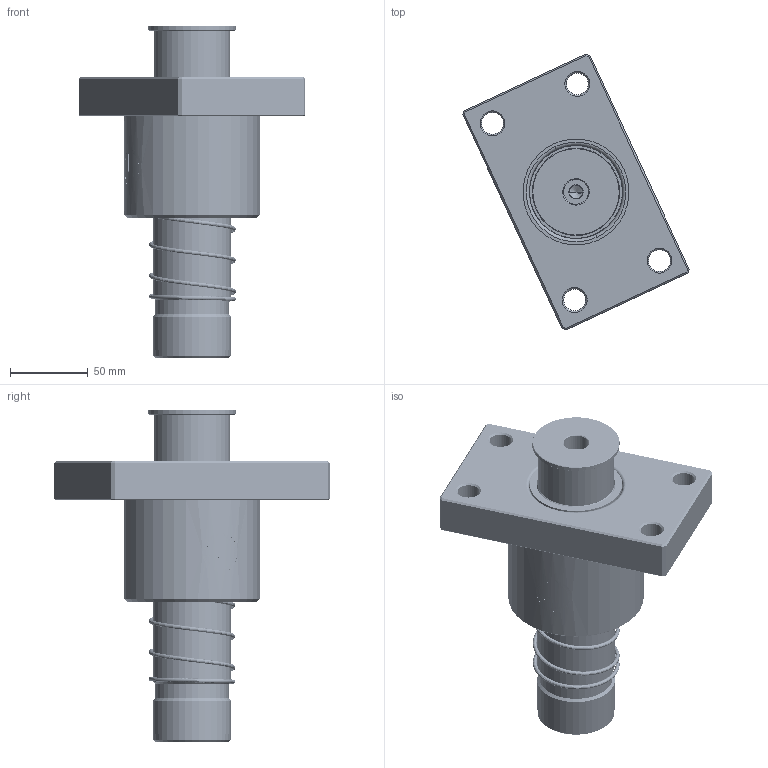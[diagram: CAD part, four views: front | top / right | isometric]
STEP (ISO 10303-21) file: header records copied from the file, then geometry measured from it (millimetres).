
FILE_DESCRIPTION (( 'STEP AP214' ), '1' );
FILE_NAME ('FKSH FKJH-D50-L180.STEP', '2021-09-16T01:37:27', ( '' ), ( '' ), 'SwSTEP 2.0', 'SolidWorks 2016', '' );
FILE_SCHEMA (( 'AUTOMOTIVE_DESIGN' ));
Length unit declared in the file: millimetre
Products named in the file (378): BALL-D5; HWP-D55.7-50.5-L70; MGK-D50-L180; GTK-D56-d49; BSH-D59.5-50.5-L90郪蚾; SAB-50-1; SAB-50; BSH-59.5-50.5-L90; FKSH FKJH-D50-L180
Assembly tree (371 placements, depth 3):
  BALL-D5
  BALL-D5
  BALL-D5
  BALL-D5
  BALL-D5
Bounding box: 145.28 x 176.81 x 213 mm (x, y, z)
Volume: 942716.9 mm3; surface area: 245913.4 mm2
Topology: 366 solids, 366 shells, 1596 faces, 6899 edges, 4583 vertices
Faces by surface type: sphere 1440, plane 48, cylinder 44, cone 42, bspline 14, torus 8
Entity records: 69009 total; most frequent: CARTESIAN_POINT 39519, ORIENTED_EDGE 5144, DIRECTION 4392, EDGE_CURVE 2572, AXIS2_PLACEMENT_3D 2108, VERTEX_POINT 1691, EDGE_LOOP 1597, B_SPLINE_CURVE_WITH_KNOTS 1533
